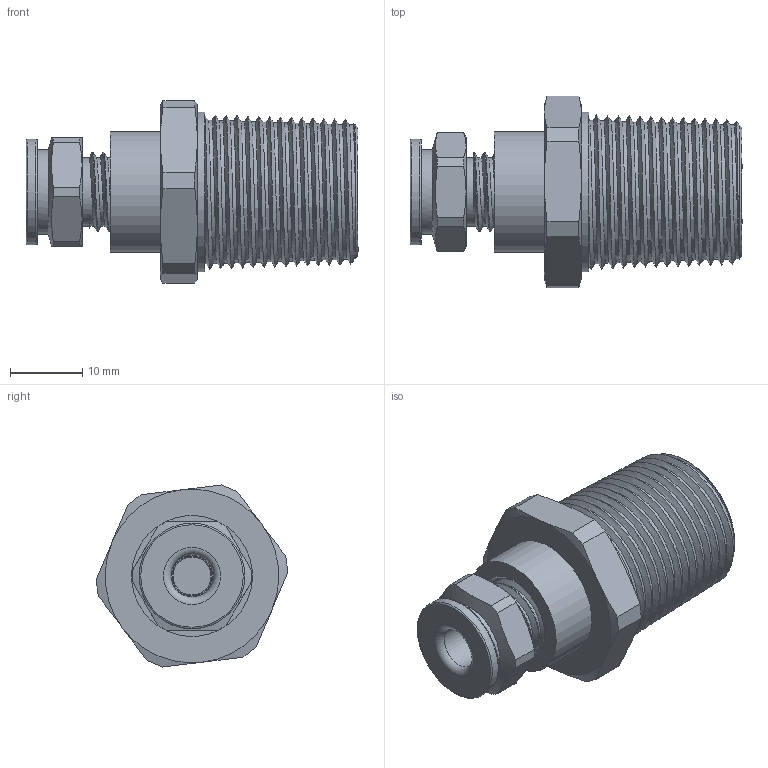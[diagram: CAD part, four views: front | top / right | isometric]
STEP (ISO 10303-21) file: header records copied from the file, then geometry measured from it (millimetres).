
FILE_DESCRIPTION(/* description */ ('ADE-1F2 NPT 1/2" Gr. 3'),/* implementation_level */ '2;1');
FILE_NAME(/* name */ '00808664V1-RST.stp',/* time_stamp */ '2021-09-27T10:53:17+02:00',/* author */ ('sl'),/* organization */ (''),/* preprocessor_version */ 'ST-DEVELOPER v16.5',/* originating_system */ 'Autodesk Inventor 2017',/* authorisation */ '');
FILE_SCHEMA (('AUTOMOTIVE_DESIGN { 1 0 10303 214 3 1 1 }'));
Length unit declared in the file: millimetre
Products named in the file (5): 00808664V1; 00808674V1; 00808664V1_1; 00808664V1_2; 00808664V1_3
Assembly tree (4 placements, depth 2):
  00808664V1
    00808674V1
    00808664V1_1
    00808664V1_2
    00808664V1_3
Bounding box: 45.88 x 26.48 x 25.18 mm (x, y, z)
Volume: 7986.1 mm3; surface area: 8795.2 mm2
Topology: 4 solids, 4 shells, 120 faces, 263 edges, 164 vertices
Faces by surface type: plane 46, cone 29, cylinder 28, torus 10, bspline 7
Full cylindrical faces by diameter (mm): 5.26 x1, 5.65 x1, 5.66 x1, 5.87 x1, 7.62 x1, 7.66 x1, 8.95 x1, 9.478 x4, 9.7 x1, 10.05 x2, 10.09 x5, 11.67 x1, 14.57 x1, 16.05 x1, 16.7 x1, 22.05 x1
Entity records: 7297 total; most frequent: CARTESIAN_POINT 5001, DIRECTION 456, ORIENTED_EDGE 386, AXIS2_PLACEMENT_3D 216, EDGE_CURVE 193, EDGE_LOOP 167, VERTEX_POINT 140, FACE_OUTER_BOUND 111
